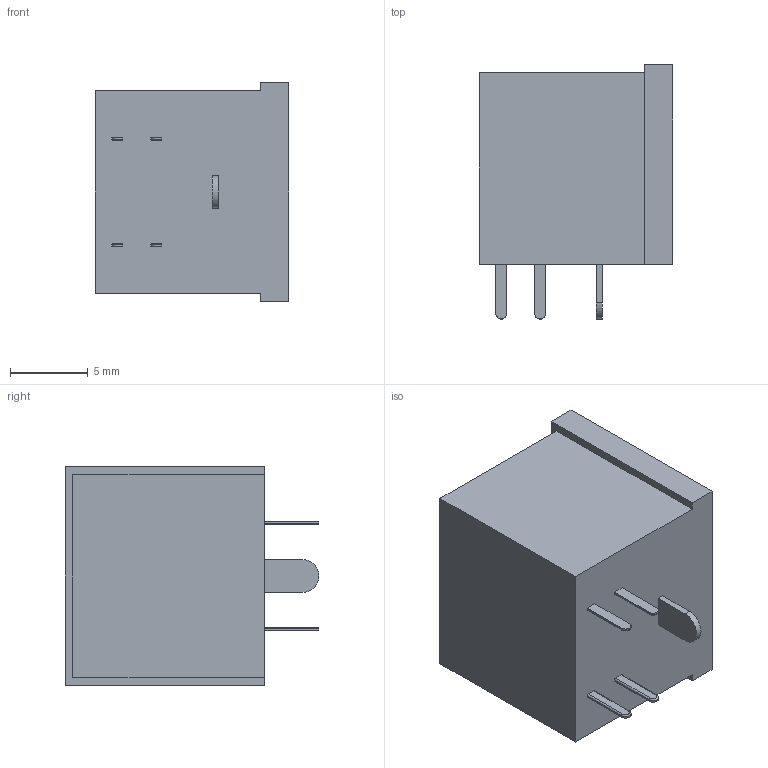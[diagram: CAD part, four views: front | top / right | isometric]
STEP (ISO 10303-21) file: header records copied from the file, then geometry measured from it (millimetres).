
FILE_DESCRIPTION (( 'STEP AP203' ), '1' );
FILE_NAME ('CUI_MD-40S.step', '2017-08-15T23:21:09', ( '' ), ( '' ), 'SwSTEP 2.0', 'SolidWorks 2017', '' );
FILE_SCHEMA (( 'CONFIG_CONTROL_DESIGN' ));
Length unit declared in the file: millimetre
Products named in the file (1): CUI_MD-40S
Bounding box: 12.4 x 16.3 x 14 mm (x, y, z)
Volume: 1867.7 mm3; surface area: 1677.5 mm2
Topology: 1 solids, 1 shells, 108 faces, 263 edges, 170 vertices
Faces by surface type: plane 79, cylinder 25, torus 4
Entity records: 3210 total; most frequent: CARTESIAN_POINT 542, DIRECTION 535, ORIENTED_EDGE 526, EDGE_CURVE 263, LINE 209, VECTOR 209, VERTEX_POINT 170, AXIS2_PLACEMENT_3D 163
